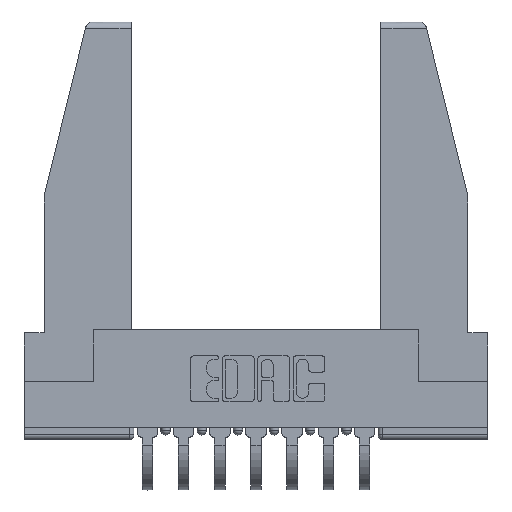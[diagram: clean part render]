
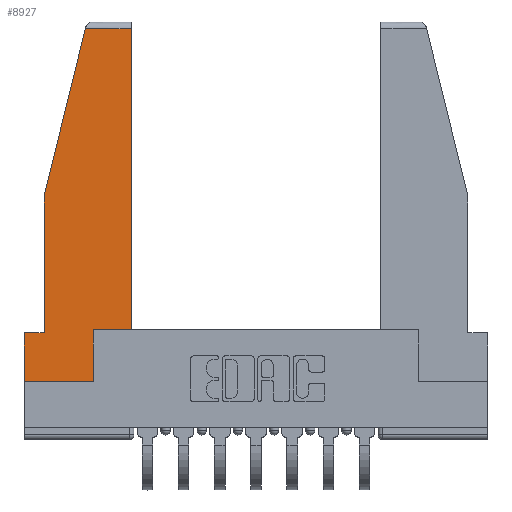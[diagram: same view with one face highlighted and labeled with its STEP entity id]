
A CAD part, top view. The second image highlights one B-rep face of the part: STEP entity #8927.
In plain terms, the highlighted planar face has unit normal (0, 0, 1).
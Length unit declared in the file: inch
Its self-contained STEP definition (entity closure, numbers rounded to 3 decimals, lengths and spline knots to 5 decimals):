
#489 = VERTEX_POINT ( 'NONE', #7736 ) ;
#690 = CARTESIAN_POINT ( 'NONE',  ( 0., 1.52, 0. ) ) ;
#912 = EDGE_CURVE ( 'NONE', #3244, #10387, #7584, .T. ) ;
#1164 = VECTOR ( 'NONE', #1417, 39.37008 ) ;
#1194 = EDGE_CURVE ( 'NONE', #489, #9811, #14370, .T. ) ;
#1274 = CARTESIAN_POINT ( 'NONE',  ( 0.086, 0.8, 0. ) ) ;
#1417 = DIRECTION ( 'NONE',  ( 1., 0., 0. ) ) ;
#1607 = CARTESIAN_POINT ( 'NONE',  ( 0.2636, 1.52, 0. ) ) ;
#1711 = LINE ( 'NONE', #690, #10638 ) ;
#1866 = VERTEX_POINT ( 'NONE', #1607 ) ;
#1889 = EDGE_CURVE ( 'NONE', #9811, #13374, #9594, .T. ) ;
#2023 = CARTESIAN_POINT ( 'NONE',  ( 0., 0.21, 0. ) ) ;
#2221 = EDGE_CURVE ( 'NONE', #1866, #9344, #11451, .T. ) ;
#2376 = DIRECTION ( 'NONE',  ( -1., 0., 0. ) ) ;
#2405 = CARTESIAN_POINT ( 'NONE',  ( 0., 0.21, 0. ) ) ;
#2906 = EDGE_CURVE ( 'NONE', #3811, #1866, #1711, .T. ) ;
#3244 = VERTEX_POINT ( 'NONE', #2405 ) ;
#3404 = DIRECTION ( 'NONE',  ( 0., 1., 0. ) ) ;
#3579 = VECTOR ( 'NONE', #12624, 39.37008 ) ;
#3618 = CARTESIAN_POINT ( 'NONE',  ( 0.086, 0.8, 0. ) ) ;
#3628 = CARTESIAN_POINT ( 'NONE',  ( 0.461, 0.223, 0. ) ) ;
#3695 = CARTESIAN_POINT ( 'NONE',  ( 0.271, 1.55, 0. ) ) ;
#3811 = VERTEX_POINT ( 'NONE', #3864 ) ;
#3864 = CARTESIAN_POINT ( 'NONE',  ( 0.461, 1.52, 0. ) ) ;
#3984 = ORIENTED_EDGE ( 'NONE', *, *, #8187, .T. ) ;
#4043 = DIRECTION ( 'NONE',  ( 0., 0., 1. ) ) ;
#5747 = ORIENTED_EDGE ( 'NONE', *, *, #912, .T. ) ;
#5872 = VECTOR ( 'NONE', #11522, 39.37008 ) ;
#6175 = DIRECTION ( 'NONE',  ( -1., 0., 0. ) ) ;
#6251 = ORIENTED_EDGE ( 'NONE', *, *, #13278, .T. ) ;
#6426 = VERTEX_POINT ( 'NONE', #6488 ) ;
#6483 = DIRECTION ( 'NONE',  ( 0., -1., 0. ) ) ;
#6488 = CARTESIAN_POINT ( 'NONE',  ( 0.086, 0.21, 0. ) ) ;
#6670 = CARTESIAN_POINT ( 'NONE',  ( 0.297, 0.223, 0. ) ) ;
#7048 = LINE ( 'NONE', #3618, #5872 ) ;
#7584 = LINE ( 'NONE', #2023, #11241 ) ;
#7695 = DIRECTION ( 'NONE',  ( 0., 1., 0. ) ) ;
#7736 = CARTESIAN_POINT ( 'NONE',  ( 0.297, 0., 0. ) ) ;
#7979 = ORIENTED_EDGE ( 'NONE', *, *, #1889, .T. ) ;
#8014 = CARTESIAN_POINT ( 'NONE',  ( 0.461, 0.223, 0. ) ) ;
#8187 = EDGE_CURVE ( 'NONE', #10387, #489, #9102, .T. ) ;
#8246 = ORIENTED_EDGE ( 'NONE', *, *, #1194, .T. ) ;
#8274 = EDGE_CURVE ( 'NONE', #9344, #6426, #7048, .T. ) ;
#8493 = VECTOR ( 'NONE', #7695, 39.37008 ) ;
#8508 = DIRECTION ( 'NONE',  ( 1., 0., 0. ) ) ;
#8927 = ADVANCED_FACE ( 'NONE', ( #9533 ), #13994, .T. ) ;
#9102 = LINE ( 'NONE', #10495, #1164 ) ;
#9344 = VERTEX_POINT ( 'NONE', #1274 ) ;
#9369 = VECTOR ( 'NONE', #2376, 39.37008 ) ;
#9533 = FACE_OUTER_BOUND ( 'NONE', #11465, .T. ) ;
#9594 = LINE ( 'NONE', #11637, #14169 ) ;
#9811 = VERTEX_POINT ( 'NONE', #6670 ) ;
#10387 = VERTEX_POINT ( 'NONE', #10400 ) ;
#10400 = CARTESIAN_POINT ( 'NONE',  ( 0., 0., 0. ) ) ;
#10495 = CARTESIAN_POINT ( 'NONE',  ( 0., 0., 0. ) ) ;
#10638 = VECTOR ( 'NONE', #6175, 39.37008 ) ;
#10712 = CARTESIAN_POINT ( 'NONE',  ( 0., 0., 0. ) ) ;
#11241 = VECTOR ( 'NONE', #6483, 39.37008 ) ;
#11249 = CARTESIAN_POINT ( 'NONE',  ( 0., 0.21, 0. ) ) ;
#11451 = LINE ( 'NONE', #3695, #3579 ) ;
#11454 = LINE ( 'NONE', #11249, #9369 ) ;
#11465 = EDGE_LOOP ( 'NONE', ( #14032, #11900, #11654, #14108, #6251, #5747, #3984, #8246, #7979 ) ) ;
#11522 = DIRECTION ( 'NONE',  ( 0., -1., 0. ) ) ;
#11637 = CARTESIAN_POINT ( 'NONE',  ( 0.297, 0.223, 0. ) ) ;
#11654 = ORIENTED_EDGE ( 'NONE', *, *, #2221, .T. ) ;
#11900 = ORIENTED_EDGE ( 'NONE', *, *, #2906, .T. ) ;
#11931 = EDGE_CURVE ( 'NONE', #13374, #3811, #13573, .T. ) ;
#12121 = DIRECTION ( 'NONE',  ( 1., 0., 0. ) ) ;
#12238 = CARTESIAN_POINT ( 'NONE',  ( 0.297, 0., 0. ) ) ;
#12371 = AXIS2_PLACEMENT_3D ( 'NONE', #10712, #4043, #8508 ) ;
#12480 = VECTOR ( 'NONE', #3404, 39.37008 ) ;
#12624 = DIRECTION ( 'NONE',  ( -0.239, -0.971, 0. ) ) ;
#13278 = EDGE_CURVE ( 'NONE', #6426, #3244, #11454, .T. ) ;
#13374 = VERTEX_POINT ( 'NONE', #3628 ) ;
#13573 = LINE ( 'NONE', #8014, #12480 ) ;
#13994 = PLANE ( 'NONE',  #12371 ) ;
#14032 = ORIENTED_EDGE ( 'NONE', *, *, #11931, .T. ) ;
#14108 = ORIENTED_EDGE ( 'NONE', *, *, #8274, .T. ) ;
#14169 = VECTOR ( 'NONE', #12121, 39.37008 ) ;
#14370 = LINE ( 'NONE', #12238, #8493 ) ;
